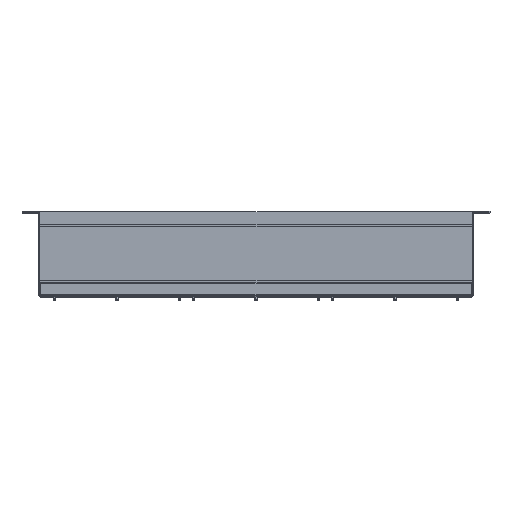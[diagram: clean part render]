
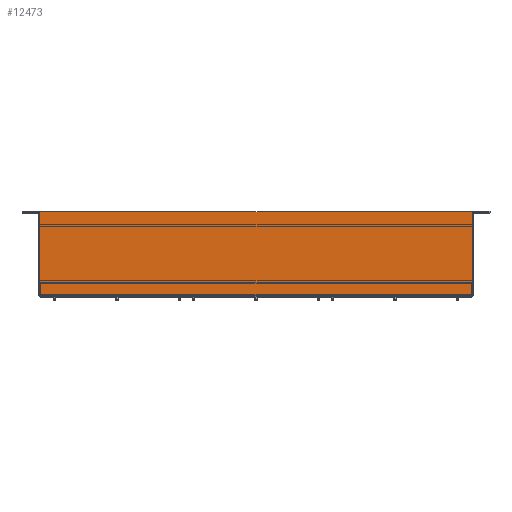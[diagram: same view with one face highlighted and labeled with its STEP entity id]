
A CAD part, top view. The second image highlights one B-rep face of the part: STEP entity #12473.
In plain terms, the highlighted planar face has unit normal (0, 0, 1).
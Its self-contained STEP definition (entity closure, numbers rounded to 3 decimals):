
#1644 = CARTESIAN_POINT ( 'NONE',  ( 662., 0., 0. ) ) ;
#2711 = DIRECTION ( 'NONE',  ( 0., 0., -1. ) ) ;
#3148 = VERTEX_POINT ( 'NONE', #23464 ) ;
#3173 = ORIENTED_EDGE ( 'NONE', *, *, #22825, .T. ) ;
#3926 = CARTESIAN_POINT ( 'NONE',  ( 662., 0., 0. ) ) ;
#4415 = VECTOR ( 'NONE', #10281, 1000. ) ;
#7456 = VERTEX_POINT ( 'NONE', #10483 ) ;
#8394 = CARTESIAN_POINT ( 'NONE',  ( 662., -128., 0. ) ) ;
#8602 = ORIENTED_EDGE ( 'NONE', *, *, #18799, .T. ) ;
#8680 = LINE ( 'NONE', #8394, #25666 ) ;
#9413 = VERTEX_POINT ( 'NONE', #23352 ) ;
#9580 = EDGE_LOOP ( 'NONE', ( #3173, #12516, #23346, #8602 ) ) ;
#9647 = VERTEX_POINT ( 'NONE', #15869 ) ;
#10281 = DIRECTION ( 'NONE',  ( 0., -1., 0. ) ) ;
#10483 = CARTESIAN_POINT ( 'NONE',  ( 662., 0., 0. ) ) ;
#10649 = DIRECTION ( 'NONE',  ( -1., 0., 0. ) ) ;
#12473 = ADVANCED_FACE ( 'NONE', ( #24431 ), #19915, .F. ) ;
#12516 = ORIENTED_EDGE ( 'NONE', *, *, #26394, .F. ) ;
#13936 = DIRECTION ( 'NONE',  ( 0., -1., 0. ) ) ;
#14342 = VECTOR ( 'NONE', #13936, 1000. ) ;
#14932 = CARTESIAN_POINT ( 'NONE',  ( 0., 0., 0. ) ) ;
#15869 = CARTESIAN_POINT ( 'NONE',  ( 662., -128., 0. ) ) ;
#17450 = LINE ( 'NONE', #14932, #14342 ) ;
#17518 = DIRECTION ( 'NONE',  ( -1., 0., 0. ) ) ;
#18799 = EDGE_CURVE ( 'NONE', #7456, #9413, #25573, .T. ) ;
#18817 = DIRECTION ( 'NONE',  ( -1., 0., 0. ) ) ;
#19419 = AXIS2_PLACEMENT_3D ( 'NONE', #24006, #2711, #17518 ) ;
#19915 = PLANE ( 'NONE',  #19419 ) ;
#22575 = EDGE_CURVE ( 'NONE', #7456, #9647, #27752, .T. ) ;
#22825 = EDGE_CURVE ( 'NONE', #9413, #3148, #17450, .T. ) ;
#23346 = ORIENTED_EDGE ( 'NONE', *, *, #22575, .F. ) ;
#23352 = CARTESIAN_POINT ( 'NONE',  ( 0., 0., 0. ) ) ;
#23464 = CARTESIAN_POINT ( 'NONE',  ( 0., -128., 0. ) ) ;
#24006 = CARTESIAN_POINT ( 'NONE',  ( 662., 0., 0. ) ) ;
#24431 = FACE_OUTER_BOUND ( 'NONE', #9580, .T. ) ;
#25315 = VECTOR ( 'NONE', #18817, 1000. ) ;
#25573 = LINE ( 'NONE', #1644, #25315 ) ;
#25666 = VECTOR ( 'NONE', #10649, 1000. ) ;
#26394 = EDGE_CURVE ( 'NONE', #9647, #3148, #8680, .T. ) ;
#27752 = LINE ( 'NONE', #3926, #4415 ) ;
